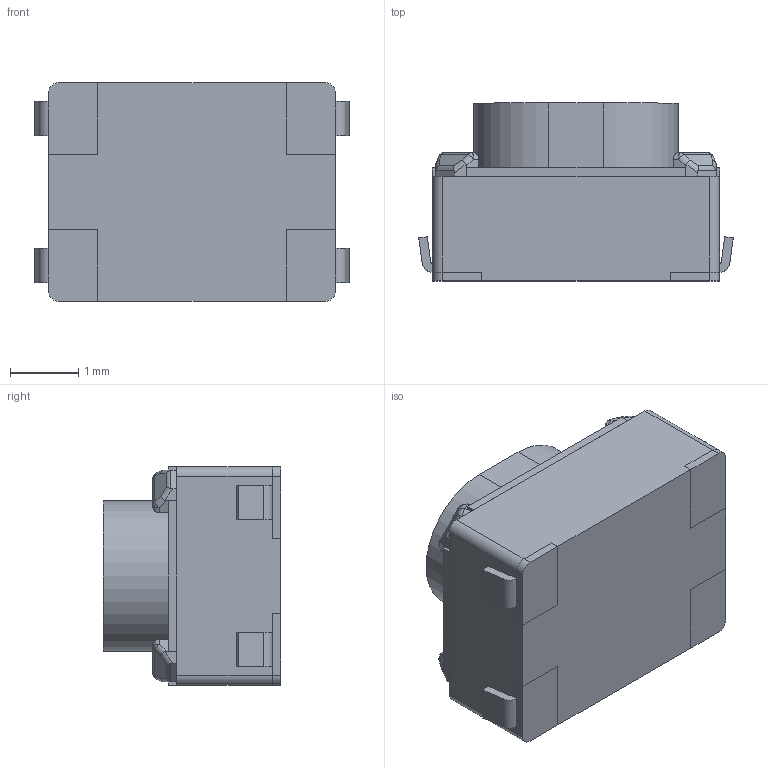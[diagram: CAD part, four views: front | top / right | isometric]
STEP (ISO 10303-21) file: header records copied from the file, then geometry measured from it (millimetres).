
FILE_DESCRIPTION (( 'STEP AP214' ), '1' );
FILE_NAME ('PTS815 SJM 250 SMTR LFS.STEP', '2021-10-19T11:15:32', ( '' ), ( '' ), 'SwSTEP 2.0', 'SolidWorks 2018', '' );
FILE_SCHEMA (( 'AUTOMOTIVE_DESIGN' ));
Length unit declared in the file: millimetre
Products named in the file (2): PTS815 SJM 250 SMTR LFS
Bounding box: 4.6 x 2.6 x 3.2 mm (x, y, z)
Volume: 27.5 mm3; surface area: 102.1 mm2
Topology: 8 solids, 8 shells, 225 faces, 584 edges, 368 vertices
Faces by surface type: plane 153, cylinder 64, sphere 8
Entity records: 9269 total; most frequent: CARTESIAN_POINT 1315, ORIENTED_EDGE 1152, DIRECTION 1046, EDGE_CURVE 576, LINE 464, VECTOR 464, VERTEX_POINT 368, AXIS2_PLACEMENT_3D 291
